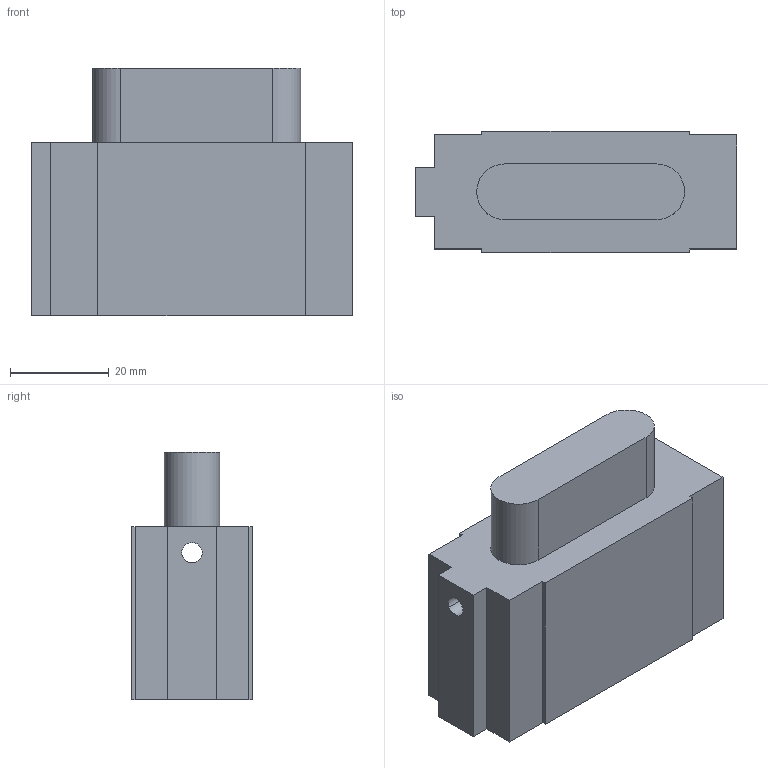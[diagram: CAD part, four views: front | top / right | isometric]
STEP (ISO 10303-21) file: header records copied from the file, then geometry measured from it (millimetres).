
FILE_DESCRIPTION(('CATIA V5 STEP Exchange'),'2;1');
FILE_NAME('Bride.stp','2021-03-11T10:36:44+00:00',('none'),('none'),'CATIA Version 5 Release 15 (IN-10)','CATIA V5 STEP AP203','none');
FILE_SCHEMA(('CONFIG_CONTROL_DESIGN'));
Length unit declared in the file: millimetre
Products named in the file (1): Bride
Bounding box: 64.9 x 24.5 x 50 mm (x, y, z)
Volume: 58081 mm3; surface area: 11873.9 mm2
Topology: 1 solids, 1 shells, 27 faces, 77 edges, 52 vertices
Faces by surface type: plane 21, cylinder 6
Entity records: 935 total; most frequent: CARTESIAN_POINT 215, ORIENTED_EDGE 154, DIRECTION 111, EDGE_CURVE 77, VECTOR 61, LINE 61, VERTEX_POINT 52, AXIS2_PLACEMENT_3D 31
